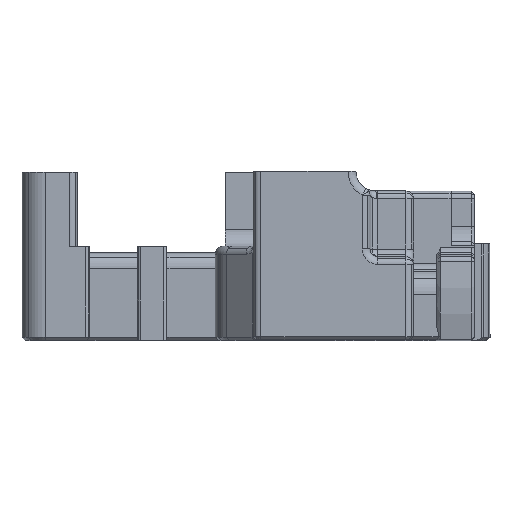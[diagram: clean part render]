
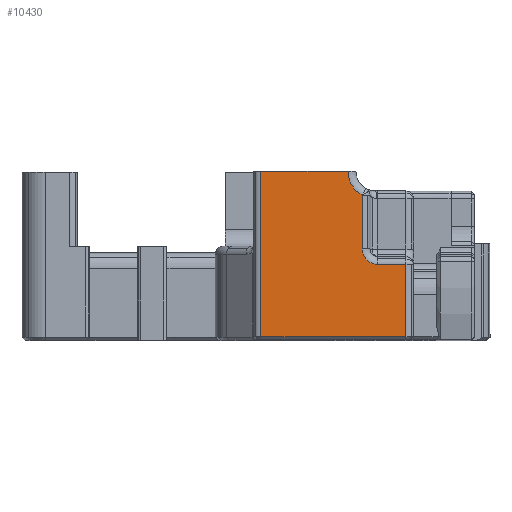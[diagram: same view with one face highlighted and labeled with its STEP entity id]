
A CAD part, top view. The second image highlights one B-rep face of the part: STEP entity #10430.
In plain terms, the highlighted planar face has unit normal (0, 0, 1).
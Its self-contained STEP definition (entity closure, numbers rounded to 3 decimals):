
#177 = CARTESIAN_POINT ( 'NONE',  ( -72.829, 128.542, 40.967 ) ) ;
#413 = CARTESIAN_POINT ( 'NONE',  ( -57.829, 116.592, 40.967 ) ) ;
#527 = LINE ( 'NONE', #11903, #7209 ) ;
#557 = AXIS2_PLACEMENT_3D ( 'NONE', #11533, #1015, #4971 ) ;
#659 = EDGE_CURVE ( 'NONE', #9305, #1988, #2152, .T. ) ;
#776 = CARTESIAN_POINT ( 'NONE',  ( -59.829, 118.592, 40.967 ) ) ;
#852 = EDGE_CURVE ( 'NONE', #7642, #11554, #4916, .T. ) ;
#874 = EDGE_CURVE ( 'NONE', #1988, #9495, #5592, .T. ) ;
#955 = ORIENTED_EDGE ( 'NONE', *, *, #874, .F. ) ;
#1015 = DIRECTION ( 'NONE',  ( 0., 0., 1. ) ) ;
#1547 = CIRCLE ( 'NONE', #557, 3.5 ) ;
#1548 = AXIS2_PLACEMENT_3D ( 'NONE', #7810, #6630, #11590 ) ;
#1593 = CARTESIAN_POINT ( 'NONE',  ( -57.829, 118.592, 40.967 ) ) ;
#1690 = ORIENTED_EDGE ( 'NONE', *, *, #6061, .F. ) ;
#1988 = VERTEX_POINT ( 'NONE', #11930 ) ;
#2035 = CARTESIAN_POINT ( 'NONE',  ( -59.829, 125.483, 40.967 ) ) ;
#2067 = VERTEX_POINT ( 'NONE', #5556 ) ;
#2132 = DIRECTION ( 'NONE',  ( 1., 0., 0. ) ) ;
#2152 = LINE ( 'NONE', #4259, #9020 ) ;
#2410 = DIRECTION ( 'NONE',  ( 0., 0., 1. ) ) ;
#2696 = VERTEX_POINT ( 'NONE', #413 ) ;
#2834 = VECTOR ( 'NONE', #11415, 1000. ) ;
#3062 = PLANE ( 'NONE',  #1548 ) ;
#3424 = ORIENTED_EDGE ( 'NONE', *, *, #852, .F. ) ;
#3679 = DIRECTION ( 'NONE',  ( 0., 1., 0. ) ) ;
#3742 = EDGE_LOOP ( 'NONE', ( #5227, #6461, #955, #12155, #1690, #8993, #4614, #3424 ) ) ;
#3818 = VECTOR ( 'NONE', #3679, 1000. ) ;
#4076 = DIRECTION ( 'NONE',  ( -1., 0., 0. ) ) ;
#4259 = CARTESIAN_POINT ( 'NONE',  ( -49.029, 107.342, 40.967 ) ) ;
#4276 = LINE ( 'NONE', #6981, #5958 ) ;
#4614 = ORIENTED_EDGE ( 'NONE', *, *, #9654, .F. ) ;
#4735 = CARTESIAN_POINT ( 'NONE',  ( -59.829, 113.642, 40.967 ) ) ;
#4916 = LINE ( 'NONE', #4735, #2834 ) ;
#4971 = DIRECTION ( 'NONE',  ( -0.8, -0.6, 0. ) ) ;
#5227 = ORIENTED_EDGE ( 'NONE', *, *, #11614, .F. ) ;
#5556 = CARTESIAN_POINT ( 'NONE',  ( -54.229, 116.592, 40.967 ) ) ;
#5592 = LINE ( 'NONE', #6635, #3818 ) ;
#5958 = VECTOR ( 'NONE', #11820, 1000. ) ;
#6061 = EDGE_CURVE ( 'NONE', #2067, #9305, #4276, .T. ) ;
#6461 = ORIENTED_EDGE ( 'NONE', *, *, #8918, .F. ) ;
#6630 = DIRECTION ( 'NONE',  ( 0., 0., -1. ) ) ;
#6635 = CARTESIAN_POINT ( 'NONE',  ( -72.829, 115.855, 40.967 ) ) ;
#6814 = LINE ( 'NONE', #10593, #11011 ) ;
#6981 = CARTESIAN_POINT ( 'NONE',  ( -54.229, 123.442, 40.967 ) ) ;
#6996 = VERTEX_POINT ( 'NONE', #7483 ) ;
#7190 = DIRECTION ( 'NONE',  ( 1., 0., 0. ) ) ;
#7209 = VECTOR ( 'NONE', #7190, 1000. ) ;
#7483 = CARTESIAN_POINT ( 'NONE',  ( -61.629, 128.542, 40.967 ) ) ;
#7564 = FACE_OUTER_BOUND ( 'NONE', #3742, .T. ) ;
#7642 = VERTEX_POINT ( 'NONE', #2035 ) ;
#7810 = CARTESIAN_POINT ( 'NONE',  ( -53.729, 108.542, 40.967 ) ) ;
#8918 = EDGE_CURVE ( 'NONE', #9495, #6996, #527, .T. ) ;
#8993 = ORIENTED_EDGE ( 'NONE', *, *, #11703, .F. ) ;
#9020 = VECTOR ( 'NONE', #4076, 1000. ) ;
#9305 = VERTEX_POINT ( 'NONE', #11654 ) ;
#9495 = VERTEX_POINT ( 'NONE', #177 ) ;
#9654 = EDGE_CURVE ( 'NONE', #11554, #2696, #11991, .T. ) ;
#10063 = DIRECTION ( 'NONE',  ( -0.707, -0.707, 0. ) ) ;
#10430 = ADVANCED_FACE ( 'NONE', ( #7564 ), #3062, .F. ) ;
#10593 = CARTESIAN_POINT ( 'NONE',  ( -56.179, 116.592, 40.967 ) ) ;
#10806 = AXIS2_PLACEMENT_3D ( 'NONE', #1593, #2410, #10063 ) ;
#11011 = VECTOR ( 'NONE', #2132, 1000. ) ;
#11415 = DIRECTION ( 'NONE',  ( 0., -1., 0. ) ) ;
#11533 = CARTESIAN_POINT ( 'NONE',  ( -58.129, 128.542, 40.967 ) ) ;
#11554 = VERTEX_POINT ( 'NONE', #776 ) ;
#11590 = DIRECTION ( 'NONE',  ( 0., -1., 0. ) ) ;
#11614 = EDGE_CURVE ( 'NONE', #6996, #7642, #1547, .T. ) ;
#11654 = CARTESIAN_POINT ( 'NONE',  ( -54.229, 107.342, 40.967 ) ) ;
#11703 = EDGE_CURVE ( 'NONE', #2696, #2067, #6814, .T. ) ;
#11820 = DIRECTION ( 'NONE',  ( 0., -1., 0. ) ) ;
#11903 = CARTESIAN_POINT ( 'NONE',  ( -60.765, 128.542, 40.967 ) ) ;
#11930 = CARTESIAN_POINT ( 'NONE',  ( -72.829, 107.342, 40.967 ) ) ;
#11991 = CIRCLE ( 'NONE', #10806, 2. ) ;
#12155 = ORIENTED_EDGE ( 'NONE', *, *, #659, .F. ) ;
